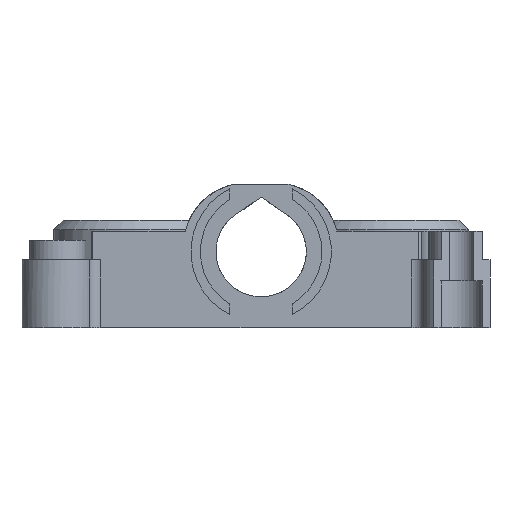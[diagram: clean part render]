
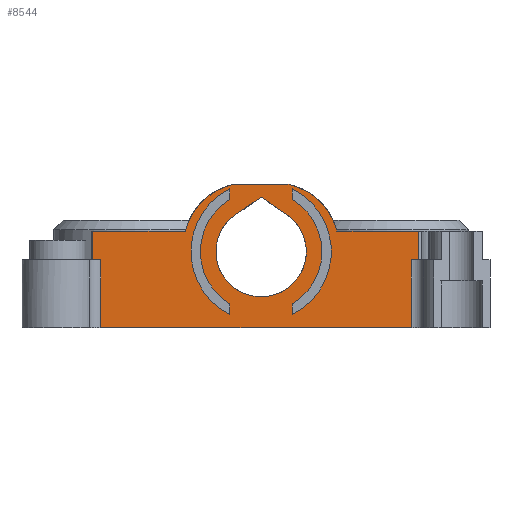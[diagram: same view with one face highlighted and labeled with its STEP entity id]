
A CAD part, front view. The second image highlights one B-rep face of the part: STEP entity #8544.
In plain terms, the highlighted planar face has unit normal (0, -1, 0).
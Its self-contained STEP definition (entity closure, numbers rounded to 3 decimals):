
#31=FACE_BOUND('',#957,.T.);
#32=FACE_BOUND('',#958,.T.);
#33=FACE_BOUND('',#959,.T.);
#90=PLANE('',#9057);
#245=CIRCLE('',#9058,10.144);
#246=CIRCLE('',#9059,10.144);
#247=CIRCLE('',#9060,7.25);
#248=CIRCLE('',#9061,11.25);
#249=CIRCLE('',#9062,9.75);
#250=CIRCLE('',#9063,9.75);
#251=CIRCLE('',#9064,11.25);
#474=FACE_OUTER_BOUND('',#956,.T.);
#956=EDGE_LOOP('',(#5689,#5690,#5691,#5692,#5693,#5694,#5695,#5696,#5697,
#5698,#5699,#5700));
#957=EDGE_LOOP('',(#5701,#5702,#5703));
#958=EDGE_LOOP('',(#5704,#5705,#5706,#5707));
#959=EDGE_LOOP('',(#5708,#5709,#5710,#5711));
#1477=LINE('',#11638,#2077);
#1495=LINE('',#11694,#2095);
#1497=LINE('',#11707,#2097);
#1500=LINE('',#11722,#2100);
#1502=LINE('',#11727,#2102);
#1503=LINE('',#11728,#2103);
#1504=LINE('',#11730,#2104);
#1505=LINE('',#11734,#2105);
#1506=LINE('',#11738,#2106);
#1507=LINE('',#11740,#2107);
#1508=LINE('',#11741,#2108);
#1509=LINE('',#11744,#2109);
#1510=LINE('',#11749,#2110);
#1511=LINE('',#11752,#2111);
#1512=LINE('',#11755,#2112);
#1513=LINE('',#11759,#2113);
#2077=VECTOR('',#9468,10.);
#2095=VECTOR('',#9510,10.);
#2097=VECTOR('',#9524,10.);
#2100=VECTOR('',#9539,10.);
#2102=VECTOR('',#9545,10.);
#2103=VECTOR('',#9546,10.);
#2104=VECTOR('',#9547,10.);
#2105=VECTOR('',#9550,10.);
#2106=VECTOR('',#9553,10.);
#2107=VECTOR('',#9554,10.);
#2108=VECTOR('',#9555,10.);
#2109=VECTOR('',#9558,10.);
#2110=VECTOR('',#9561,10.);
#2111=VECTOR('',#9564,10.);
#2112=VECTOR('',#9565,10.);
#2113=VECTOR('',#9568,10.);
#3313=VERTEX_POINT('',#11635);
#3314=VERTEX_POINT('',#11637);
#3334=VERTEX_POINT('',#11687);
#3337=VERTEX_POINT('',#11692);
#3340=VERTEX_POINT('',#11703);
#3342=VERTEX_POINT('',#11706);
#3347=VERTEX_POINT('',#11719);
#3348=VERTEX_POINT('',#11721);
#3350=VERTEX_POINT('',#11729);
#3351=VERTEX_POINT('',#11731);
#3352=VERTEX_POINT('',#11733);
#3353=VERTEX_POINT('',#11735);
#3354=VERTEX_POINT('',#11737);
#3355=VERTEX_POINT('',#11739);
#3356=VERTEX_POINT('',#11742);
#3357=VERTEX_POINT('',#11745);
#3358=VERTEX_POINT('',#11746);
#3359=VERTEX_POINT('',#11748);
#3360=VERTEX_POINT('',#11750);
#3361=VERTEX_POINT('',#11753);
#3362=VERTEX_POINT('',#11754);
#3363=VERTEX_POINT('',#11756);
#3364=VERTEX_POINT('',#11758);
#4239=EDGE_CURVE('',#3314,#3313,#1477,.T.);
#4265=EDGE_CURVE('',#3337,#3334,#1495,.T.);
#4271=EDGE_CURVE('',#3340,#3342,#1497,.T.);
#4278=EDGE_CURVE('',#3347,#3348,#1500,.T.);
#4281=EDGE_CURVE('',#3337,#3342,#1502,.T.);
#4282=EDGE_CURVE('',#3340,#3348,#1503,.T.);
#4283=EDGE_CURVE('',#3347,#3350,#1504,.T.);
#4284=EDGE_CURVE('',#3350,#3351,#245,.T.);
#4285=EDGE_CURVE('',#3352,#3351,#1505,.T.);
#4286=EDGE_CURVE('',#3352,#3353,#246,.T.);
#4287=EDGE_CURVE('',#3353,#3354,#1506,.T.);
#4288=EDGE_CURVE('',#3355,#3354,#1507,.T.);
#4289=EDGE_CURVE('',#3355,#3334,#1508,.T.);
#4290=EDGE_CURVE('',#3313,#3356,#247,.T.);
#4291=EDGE_CURVE('',#3356,#3314,#1509,.T.);
#4292=EDGE_CURVE('',#3357,#3358,#248,.T.);
#4293=EDGE_CURVE('',#3358,#3359,#1510,.T.);
#4294=EDGE_CURVE('',#3359,#3360,#249,.T.);
#4295=EDGE_CURVE('',#3360,#3357,#1511,.T.);
#4296=EDGE_CURVE('',#3361,#3362,#1512,.T.);
#4297=EDGE_CURVE('',#3362,#3363,#250,.T.);
#4298=EDGE_CURVE('',#3363,#3364,#1513,.T.);
#4299=EDGE_CURVE('',#3364,#3361,#251,.T.);
#5689=ORIENTED_EDGE('',*,*,#4265,.F.);
#5690=ORIENTED_EDGE('',*,*,#4281,.T.);
#5691=ORIENTED_EDGE('',*,*,#4271,.F.);
#5692=ORIENTED_EDGE('',*,*,#4282,.T.);
#5693=ORIENTED_EDGE('',*,*,#4278,.F.);
#5694=ORIENTED_EDGE('',*,*,#4283,.T.);
#5695=ORIENTED_EDGE('',*,*,#4284,.T.);
#5696=ORIENTED_EDGE('',*,*,#4285,.F.);
#5697=ORIENTED_EDGE('',*,*,#4286,.T.);
#5698=ORIENTED_EDGE('',*,*,#4287,.T.);
#5699=ORIENTED_EDGE('',*,*,#4288,.F.);
#5700=ORIENTED_EDGE('',*,*,#4289,.T.);
#5701=ORIENTED_EDGE('',*,*,#4239,.T.);
#5702=ORIENTED_EDGE('',*,*,#4290,.T.);
#5703=ORIENTED_EDGE('',*,*,#4291,.T.);
#5704=ORIENTED_EDGE('',*,*,#4292,.T.);
#5705=ORIENTED_EDGE('',*,*,#4293,.T.);
#5706=ORIENTED_EDGE('',*,*,#4294,.T.);
#5707=ORIENTED_EDGE('',*,*,#4295,.T.);
#5708=ORIENTED_EDGE('',*,*,#4296,.T.);
#5709=ORIENTED_EDGE('',*,*,#4297,.T.);
#5710=ORIENTED_EDGE('',*,*,#4298,.T.);
#5711=ORIENTED_EDGE('',*,*,#4299,.T.);
#8544=ADVANCED_FACE('',(#474,#31,#32,#33),#90,.T.);
#9057=AXIS2_PLACEMENT_3D('',#11726,#9543,#9544);
#9058=AXIS2_PLACEMENT_3D('',#11732,#9548,#9549);
#9059=AXIS2_PLACEMENT_3D('',#11736,#9551,#9552);
#9060=AXIS2_PLACEMENT_3D('',#11743,#9556,#9557);
#9061=AXIS2_PLACEMENT_3D('',#11747,#9559,#9560);
#9062=AXIS2_PLACEMENT_3D('',#11751,#9562,#9563);
#9063=AXIS2_PLACEMENT_3D('',#11757,#9566,#9567);
#9064=AXIS2_PLACEMENT_3D('',#11760,#9569,#9570);
#9468=DIRECTION('',(0.819,0.,-0.574));
#9510=DIRECTION('',(0.,0.,1.));
#9524=DIRECTION('',(0.,0.,-1.));
#9539=DIRECTION('',(0.,0.,-1.));
#9543=DIRECTION('center_axis',(0.,-1.,0.));
#9544=DIRECTION('ref_axis',(1.,0.,0.));
#9545=DIRECTION('',(1.,0.,0.));
#9546=DIRECTION('',(1.,0.,0.));
#9547=DIRECTION('',(-1.,0.,0.));
#9548=DIRECTION('center_axis',(0.,-1.,0.));
#9549=DIRECTION('ref_axis',(0.971,0.,0.241));
#9550=DIRECTION('',(1.,0.,0.));
#9551=DIRECTION('center_axis',(0.,-1.,0.));
#9552=DIRECTION('ref_axis',(0.,0.,1.));
#9553=DIRECTION('',(-1.,0.,0.));
#9554=DIRECTION('',(0.,0.,1.));
#9555=DIRECTION('',(1.,0.,0.));
#9556=DIRECTION('center_axis',(0.,1.,0.));
#9557=DIRECTION('ref_axis',(1.,0.,0.));
#9558=DIRECTION('',(0.819,0.,0.574));
#9559=DIRECTION('center_axis',(0.,1.,0.));
#9560=DIRECTION('ref_axis',(1.,0.,0.));
#9561=DIRECTION('',(0.,0.,-1.));
#9562=DIRECTION('center_axis',(0.,-1.,0.));
#9563=DIRECTION('ref_axis',(1.,0.,0.));
#9564=DIRECTION('',(0.,0.,-1.));
#9565=DIRECTION('',(0.,0.,1.));
#9566=DIRECTION('center_axis',(0.,-1.,0.));
#9567=DIRECTION('ref_axis',(1.,0.,0.));
#9568=DIRECTION('',(0.,0.,1.));
#9569=DIRECTION('center_axis',(0.,1.,0.));
#9570=DIRECTION('ref_axis',(1.,0.,0.));
#11635=CARTESIAN_POINT('',(3.25,-23.,18.681));
#11637=CARTESIAN_POINT('',(0.,-23.,20.956));
#11638=CARTESIAN_POINT('',(-2.527,-23.,22.726));
#11687=CARTESIAN_POINT('',(-25.685,-23.,10.9));
#11692=CARTESIAN_POINT('',(-25.685,-23.,0.));
#11694=CARTESIAN_POINT('',(-25.685,-23.,0.));
#11703=CARTESIAN_POINT('',(24.05,-23.,10.9));
#11706=CARTESIAN_POINT('',(24.05,-23.,0.));
#11707=CARTESIAN_POINT('',(24.05,-23.,0.));
#11719=CARTESIAN_POINT('',(25.263,-23.,15.5));
#11721=CARTESIAN_POINT('',(25.263,-23.,10.9));
#11722=CARTESIAN_POINT('',(25.263,-23.,10.9));
#11726=CARTESIAN_POINT('Origin',(-27.049,-23.,0.));
#11727=CARTESIAN_POINT('',(-27.83,-23.,0.));
#11728=CARTESIAN_POINT('',(2.09,-23.,10.9));
#11729=CARTESIAN_POINT('',(12.146,-23.,15.5));
#11730=CARTESIAN_POINT('',(6.114,-23.,15.5));
#11731=CARTESIAN_POINT('',(4.305,-23.,23.));
#11732=CARTESIAN_POINT('Origin',(2.3,-23.,13.056));
#11733=CARTESIAN_POINT('',(-4.305,-23.,23.));
#11734=CARTESIAN_POINT('',(-27.83,-23.,23.));
#11735=CARTESIAN_POINT('',(-12.146,-23.,15.5));
#11736=CARTESIAN_POINT('Origin',(-2.3,-23.,13.056));
#11737=CARTESIAN_POINT('',(-27.049,-23.,15.5));
#11738=CARTESIAN_POINT('',(-19.598,-23.,15.5));
#11739=CARTESIAN_POINT('',(-27.049,-23.,10.9));
#11740=CARTESIAN_POINT('',(-27.049,-23.,0.));
#11741=CARTESIAN_POINT('',(-29.672,-23.,10.9));
#11742=CARTESIAN_POINT('',(-3.25,-23.,18.681));
#11743=CARTESIAN_POINT('Origin',(0.,-23.,
12.2));
#11744=CARTESIAN_POINT('',(-13.998,-23.,11.155));
#11745=CARTESIAN_POINT('',(-5.,-23.,2.122));
#11746=CARTESIAN_POINT('',(-5.,-23.,22.278));
#11747=CARTESIAN_POINT('Origin',(0.,-23.,
12.2));
#11748=CARTESIAN_POINT('',(-5.,-23.,20.57));
#11749=CARTESIAN_POINT('',(-5.,-23.,10.285));
#11750=CARTESIAN_POINT('',(-5.,-23.,3.83));
#11751=CARTESIAN_POINT('Origin',(0.,-23.,
12.2));
#11752=CARTESIAN_POINT('',(-5.,-23.,1.061));
#11753=CARTESIAN_POINT('',(5.,-23.,2.122));
#11754=CARTESIAN_POINT('',(5.,-23.,3.83));
#11755=CARTESIAN_POINT('',(5.,-23.,1.915));
#11756=CARTESIAN_POINT('',(5.,-23.,20.57));
#11757=CARTESIAN_POINT('Origin',(0.,-23.,
12.2));
#11758=CARTESIAN_POINT('',(5.,-23.,22.278));
#11759=CARTESIAN_POINT('',(5.,-23.,11.139));
#11760=CARTESIAN_POINT('Origin',(0.,-23.,
12.2));
